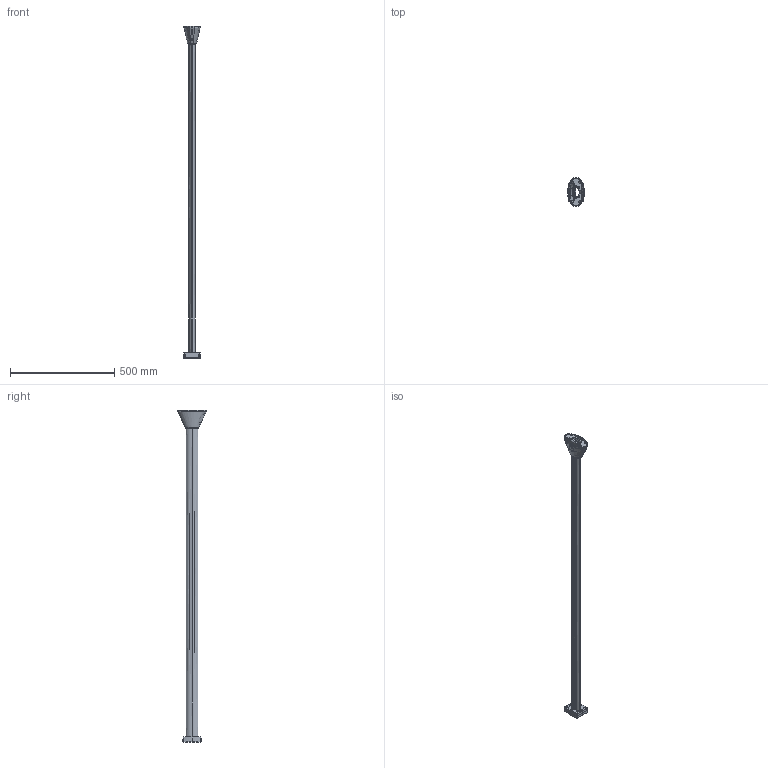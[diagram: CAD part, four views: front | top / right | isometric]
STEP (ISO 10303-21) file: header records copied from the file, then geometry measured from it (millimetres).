
FILE_DESCRIPTION(('CATIA V5 STEP Exchange','CAx-IF Rec.Pracs.--- Model Styling and Organization---1.2---2011-12-15'),'2;1');
FILE_NAME('PW32360.stp','2017-11-09T08:33:43+00:00',('none'),('none'),'CATIA Version 5-6 Release 2014 SP4','CATIA V5 STEP AP214','none');
FILE_SCHEMA(('AUTOMOTIVE_DESIGN { 1 0 10303 214 1 1 1 1 }'));
Products named in the file (1): PW32360
Bounding box: 80.43 x 135.99 x 1591.7 mm (x, y, z)
Volume: 544575.9 mm3; surface area: 665700.8 mm2
Topology: 8 solids, 8 shells, 3073 faces, 8322 edges, 5229 vertices
Faces by surface type: plane 1909, cylinder 562, bspline 290, sphere 100, extrusion 76, cone 76, torus 60
Entity records: 118199 total; most frequent: CARTESIAN_POINT 47834, ORIENTED_EDGE 16416, DIRECTION 11152, EDGE_CURVE 8208, VECTOR 5335, LINE 5259, VERTEX_POINT 5229, AXIS2_PLACEMENT_3D 3382
